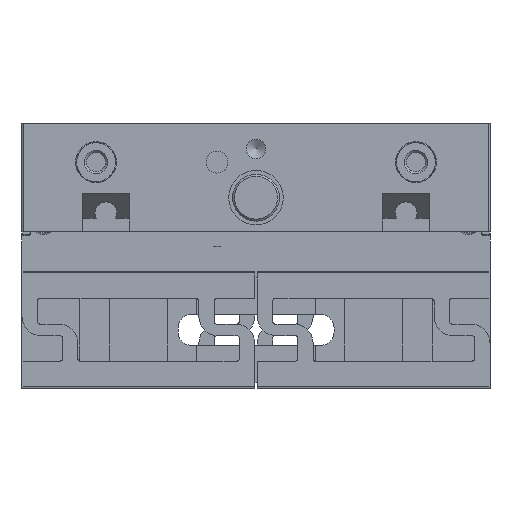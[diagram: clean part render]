
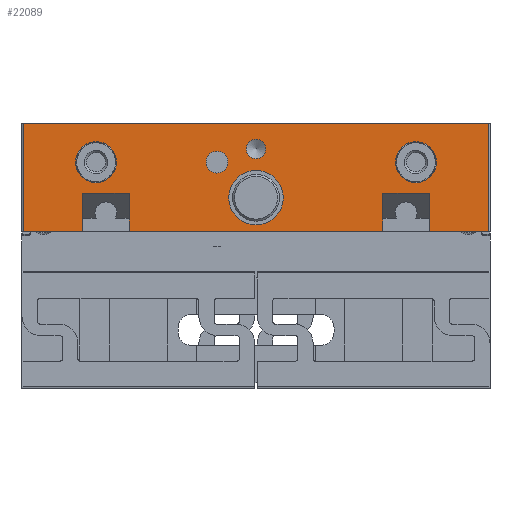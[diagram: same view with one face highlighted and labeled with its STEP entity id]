
A CAD part, left-side view. The second image highlights one B-rep face of the part: STEP entity #22089.
In plain terms, the highlighted planar face has unit normal (-1, 0, 0).
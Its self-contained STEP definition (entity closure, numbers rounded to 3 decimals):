
#565=CIRCLE('',#22397,7.);
#590=CIRCLE('',#22432,2.8);
#865=CIRCLE('',#23232,2.5);
#902=CIRCLE('',#23327,5.25);
#903=CIRCLE('',#23328,5.25);
#4441=ORIENTED_EDGE('',*,*,#7651,.T.);
#4442=ORIENTED_EDGE('',*,*,#7652,.T.);
#4443=ORIENTED_EDGE('',*,*,#7332,.T.);
#4444=ORIENTED_EDGE('',*,*,#5922,.T.);
#4445=ORIENTED_EDGE('',*,*,#5838,.T.);
#4446=ORIENTED_EDGE('',*,*,#7653,.F.);
#4447=ORIENTED_EDGE('',*,*,#7345,.T.);
#4448=ORIENTED_EDGE('',*,*,#5798,.T.);
#4449=ORIENTED_EDGE('',*,*,#5949,.T.);
#4450=ORIENTED_EDGE('',*,*,#5826,.F.);
#4451=ORIENTED_EDGE('',*,*,#5944,.T.);
#4452=ORIENTED_EDGE('',*,*,#5792,.T.);
#4453=ORIENTED_EDGE('',*,*,#5941,.F.);
#4454=ORIENTED_EDGE('',*,*,#5835,.F.);
#4455=ORIENTED_EDGE('',*,*,#5936,.F.);
#4456=ORIENTED_EDGE('',*,*,#5786,.T.);
#4457=ORIENTED_EDGE('',*,*,#7341,.T.);
#5786=EDGE_CURVE('',#8142,#8141,#9705,.T.);
#5792=EDGE_CURVE('',#8148,#8147,#9709,.T.);
#5798=EDGE_CURVE('',#8154,#8153,#9713,.T.);
#5826=EDGE_CURVE('',#8178,#8179,#9722,.T.);
#5835=EDGE_CURVE('',#8186,#8187,#9727,.T.);
#5838=EDGE_CURVE('',#8189,#8189,#565,.F.);
#5922=EDGE_CURVE('',#8270,#8270,#590,.F.);
#5936=EDGE_CURVE('',#8142,#8186,#9793,.T.);
#5941=EDGE_CURVE('',#8187,#8147,#9796,.T.);
#5944=EDGE_CURVE('',#8178,#8148,#9799,.T.);
#5949=EDGE_CURVE('',#8153,#8179,#9802,.T.);
#7332=EDGE_CURVE('',#9204,#9204,#865,.F.);
#7341=EDGE_CURVE('',#8141,#9212,#10802,.F.);
#7345=EDGE_CURVE('',#9215,#8154,#10805,.T.);
#7651=EDGE_CURVE('',#9452,#9452,#902,.T.);
#7652=EDGE_CURVE('',#9453,#9453,#903,.T.);
#7653=EDGE_CURVE('',#9215,#9212,#11084,.T.);
#8141=VERTEX_POINT('',#28201);
#8142=VERTEX_POINT('',#28203);
#8147=VERTEX_POINT('',#28213);
#8148=VERTEX_POINT('',#28215);
#8153=VERTEX_POINT('',#28225);
#8154=VERTEX_POINT('',#28227);
#8178=VERTEX_POINT('',#28299);
#8179=VERTEX_POINT('',#28301);
#8186=VERTEX_POINT('',#28319);
#8187=VERTEX_POINT('',#28321);
#8189=VERTEX_POINT('',#28327);
#8270=VERTEX_POINT('',#28520);
#9204=VERTEX_POINT('',#32348);
#9212=VERTEX_POINT('',#32372);
#9215=VERTEX_POINT('',#32379);
#9452=VERTEX_POINT('',#32973);
#9453=VERTEX_POINT('',#32975);
#9705=LINE('',#28202,#11365);
#9709=LINE('',#28214,#11369);
#9713=LINE('',#28226,#11373);
#9722=LINE('',#28300,#11382);
#9727=LINE('',#28320,#11387);
#9793=LINE('',#28548,#11453);
#9796=LINE('',#28557,#11456);
#9799=LINE('',#28562,#11459);
#9802=LINE('',#28571,#11462);
#10802=LINE('',#32374,#12462);
#10805=LINE('',#32381,#12465);
#11084=LINE('',#32976,#12744);
#11365=VECTOR('',#23766,1000.);
#11369=VECTOR('',#23774,1000.);
#11373=VECTOR('',#23782,1000.);
#11382=VECTOR('',#23839,1000.);
#11387=VECTOR('',#23858,1000.);
#11453=VECTOR('',#24010,1000.);
#11456=VECTOR('',#24023,1000.);
#11459=VECTOR('',#24028,1000.);
#11462=VECTOR('',#24041,1000.);
#12462=VECTOR('',#26639,1000.);
#12465=VECTOR('',#26646,1000.);
#12744=VECTOR('',#27081,1000.);
#13693=EDGE_LOOP('',(#4441));
#13694=EDGE_LOOP('',(#4442));
#13695=EDGE_LOOP('',(#4443));
#13696=EDGE_LOOP('',(#4444));
#13697=EDGE_LOOP('',(#4445));
#13698=EDGE_LOOP('',(#4446,#4447,#4448,#4449,#4450,#4451,#4452,#4453,#4454,
#4455,#4456,#4457));
#14703=FACE_BOUND('',#13693,.T.);
#14704=FACE_BOUND('',#13694,.T.);
#14705=FACE_BOUND('',#13695,.T.);
#14706=FACE_BOUND('',#13696,.T.);
#14707=FACE_BOUND('',#13697,.T.);
#14708=FACE_BOUND('',#13698,.T.);
#15392=PLANE('',#23326);
#22089=ADVANCED_FACE('',(#14703,#14704,#14705,#14706,#14707,#14708),#15392,
 .T.);
#22397=AXIS2_PLACEMENT_3D('',#28326,#23863,#23864);
#22432=AXIS2_PLACEMENT_3D('',#28519,#23986,#23987);
#23232=AXIS2_PLACEMENT_3D('',#32347,#26605,#26606);
#23326=AXIS2_PLACEMENT_3D('',#32971,#27075,#27076);
#23327=AXIS2_PLACEMENT_3D('',#32972,#27077,#27078);
#23328=AXIS2_PLACEMENT_3D('',#32974,#27079,#27080);
#23766=DIRECTION('',(0.,-1.,0.));
#23774=DIRECTION('',(0.,-1.,0.));
#23782=DIRECTION('',(0.,-1.,0.));
#23839=DIRECTION('',(0.,1.,0.));
#23858=DIRECTION('',(0.,1.,0.));
#23863=DIRECTION('',(-1.,0.,0.));
#23864=DIRECTION('',(0.,0.,1.));
#23986=DIRECTION('',(-1.,0.,0.));
#23987=DIRECTION('',(0.,0.,1.));
#24010=DIRECTION('',(0.,0.,1.));
#24023=DIRECTION('',(0.,0.,-1.));
#24028=DIRECTION('',(0.,0.,-1.));
#24041=DIRECTION('',(0.,0.,1.));
#26605=DIRECTION('',(-1.,0.,0.));
#26606=DIRECTION('',(0.,0.,1.));
#26639=DIRECTION('',(0.,0.,-1.));
#26646=DIRECTION('',(0.,0.,-1.));
#27075=DIRECTION('',(-1.,0.,0.));
#27076=DIRECTION('',(0.,0.,1.));
#27077=DIRECTION('',(1.,0.,0.));
#27078=DIRECTION('',(0.,0.,1.));
#27079=DIRECTION('',(1.,0.,0.));
#27080=DIRECTION('',(0.,0.,1.));
#27081=DIRECTION('',(0.,-1.,0.));
#28201=CARTESIAN_POINT('',(-24.5,-59.7,25.3));
#28202=CARTESIAN_POINT('',(-24.5,60.,25.3));
#28203=CARTESIAN_POINT('',(-24.5,-44.5,25.3));
#28213=CARTESIAN_POINT('',(-24.5,-32.5,25.3));
#28214=CARTESIAN_POINT('',(-24.5,60.,25.3));
#28215=CARTESIAN_POINT('',(-24.5,32.5,25.3));
#28225=CARTESIAN_POINT('',(-24.5,44.5,25.3));
#28226=CARTESIAN_POINT('',(-24.5,60.,25.3));
#28227=CARTESIAN_POINT('',(-24.5,59.7,25.3));
#28299=CARTESIAN_POINT('',(-24.5,32.5,34.994));
#28300=CARTESIAN_POINT('',(-24.5,80.,34.994));
#28301=CARTESIAN_POINT('',(-24.5,44.5,34.994));
#28319=CARTESIAN_POINT('',(-24.5,-44.5,34.994));
#28320=CARTESIAN_POINT('',(-24.5,-2.5,34.994));
#28321=CARTESIAN_POINT('',(-24.5,-32.5,34.994));
#28326=CARTESIAN_POINT('',(-24.5,0.,33.9));
#28327=CARTESIAN_POINT('',(-24.5,0.,40.9));
#28519=CARTESIAN_POINT('',(-24.5,10.,43.));
#28520=CARTESIAN_POINT('',(-24.5,10.,45.8));
#28548=CARTESIAN_POINT('',(-24.5,-44.5,25.754));
#28557=CARTESIAN_POINT('',(-24.5,-32.5,25.754));
#28562=CARTESIAN_POINT('',(-24.5,32.5,25.754));
#28571=CARTESIAN_POINT('',(-24.5,44.5,25.754));
#32347=CARTESIAN_POINT('',(-24.5,0.,46.4));
#32348=CARTESIAN_POINT('',(-24.5,0.,48.9));
#32372=CARTESIAN_POINT('',(-24.5,-59.7,53.));
#32374=CARTESIAN_POINT('',(-24.5,-59.7,25.754));
#32379=CARTESIAN_POINT('',(-24.5,59.7,53.));
#32381=CARTESIAN_POINT('',(-24.5,59.7,25.3));
#32971=CARTESIAN_POINT('',(-24.5,60.,25.754));
#32972=CARTESIAN_POINT('',(-24.5,41.,43.));
#32973=CARTESIAN_POINT('',(-24.5,41.,48.25));
#32974=CARTESIAN_POINT('',(-24.5,-41.,43.));
#32975=CARTESIAN_POINT('',(-24.5,-41.,48.25));
#32976=CARTESIAN_POINT('',(-24.5,60.,53.));
